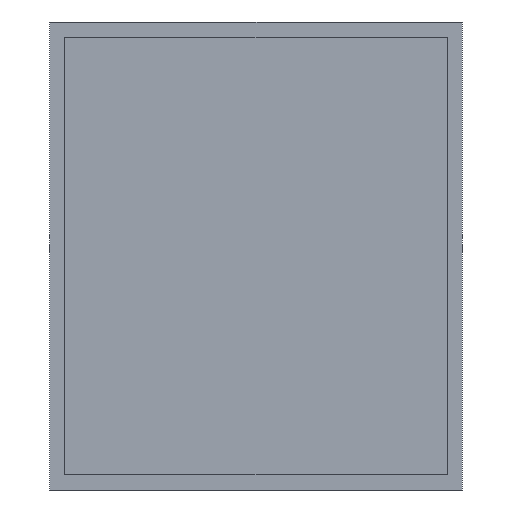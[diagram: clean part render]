
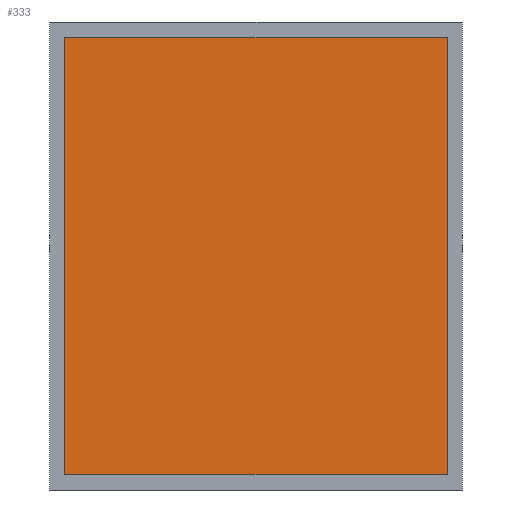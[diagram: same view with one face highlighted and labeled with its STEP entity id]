
A CAD part, front view. The second image highlights one B-rep face of the part: STEP entity #333.
In plain terms, the highlighted face is planar.
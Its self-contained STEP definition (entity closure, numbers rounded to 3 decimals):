
#218=DIRECTION('',(1.,0.,0.));
#219=VECTOR('',#218,550.);
#220=CARTESIAN_POINT('',(-275.,-241.,-49.7));
#221=LINE('',#220,#219);
#222=DIRECTION('',(0.,1.,0.));
#223=VECTOR('',#222,482.);
#224=CARTESIAN_POINT('',(275.,-241.,-49.7));
#225=LINE('',#224,#223);
#226=DIRECTION('',(-1.,0.,0.));
#227=VECTOR('',#226,550.);
#228=CARTESIAN_POINT('',(275.,241.,-49.7));
#229=LINE('',#228,#227);
#230=DIRECTION('',(0.,-1.,0.));
#231=VECTOR('',#230,482.);
#232=CARTESIAN_POINT('',(-275.,241.,-49.7));
#233=LINE('',#232,#231);
#242=CARTESIAN_POINT('',(-275.,-241.,-49.7));
#243=CARTESIAN_POINT('',(275.,-241.,-49.7));
#244=VERTEX_POINT('',#242);
#245=VERTEX_POINT('',#243);
#246=CARTESIAN_POINT('',(275.,241.,-49.7));
#247=VERTEX_POINT('',#246);
#248=CARTESIAN_POINT('',(-275.,241.,-49.7));
#249=VERTEX_POINT('',#248);
#322=CARTESIAN_POINT('',(0.,0.,-49.7));
#323=DIRECTION('',(0.,0.,1.));
#324=DIRECTION('',(0.,-1.,0.));
#325=AXIS2_PLACEMENT_3D('',#322,#323,#324);
#326=PLANE('',#325);
#327=ORIENTED_EDGE('',*,*,#274,.T.);
#328=ORIENTED_EDGE('',*,*,#289,.T.);
#329=ORIENTED_EDGE('',*,*,#303,.T.);
#330=ORIENTED_EDGE('',*,*,#316,.T.);
#331=EDGE_LOOP('',(#327,#328,#329,#330));
#332=FACE_OUTER_BOUND('',#331,.F.);
#333=ADVANCED_FACE('',(#332),#326,.F.);
#274=EDGE_CURVE('',#244,#245,#221,.T.);
#289=EDGE_CURVE('',#245,#247,#225,.T.);
#303=EDGE_CURVE('',#247,#249,#229,.T.);
#316=EDGE_CURVE('',#249,#244,#233,.T.);
